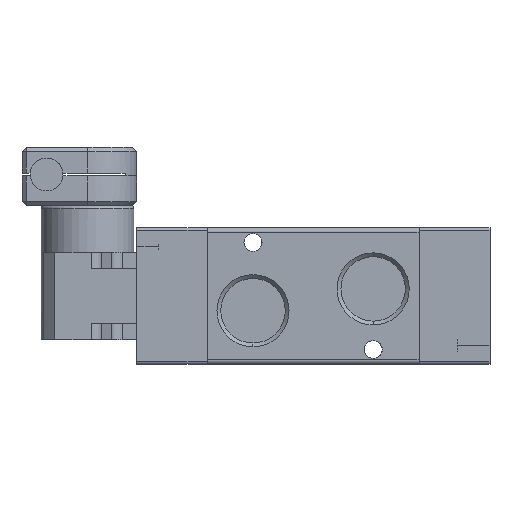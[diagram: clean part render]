
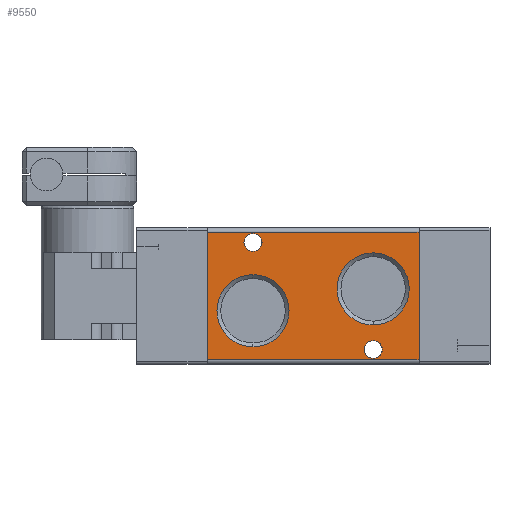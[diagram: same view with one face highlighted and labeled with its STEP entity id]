
A CAD part, front view. The second image highlights one B-rep face of the part: STEP entity #9550.
In plain terms, the highlighted planar face has unit normal (0, -1, 0).
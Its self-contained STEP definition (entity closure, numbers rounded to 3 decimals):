
#21 = EDGE_CURVE ( 'NONE', #12627, #11186, #9654, .T. ) ;
#56 = EDGE_CURVE ( 'NONE', #1139, #3525, #8316, .T. ) ;
#80 = CARTESIAN_POINT ( 'NONE',  ( 11., 0., 1.05 ) ) ;
#227 = ORIENTED_EDGE ( 'NONE', *, *, #4004, .F. ) ;
#242 = AXIS2_PLACEMENT_3D ( 'NONE', #868, #6146, #10381 ) ;
#278 = CIRCLE ( 'NONE', #3443, 6.604 ) ;
#339 = CARTESIAN_POINT ( 'NONE',  ( 11., 0., 13.8 ) ) ;
#502 = CARTESIAN_POINT ( 'NONE',  ( -11., 0., 16.404 ) ) ;
#830 = CARTESIAN_POINT ( 'NONE',  ( 11., 0., 2.7 ) ) ;
#868 = CARTESIAN_POINT ( 'NONE',  ( -19.4, 0., 25. ) ) ;
#913 = CARTESIAN_POINT ( 'NONE',  ( -19.4, 0., 24.2 ) ) ;
#1133 = VERTEX_POINT ( 'NONE', #13506 ) ;
#1137 = DIRECTION ( 'NONE',  ( 0., 0., -1. ) ) ;
#1139 = VERTEX_POINT ( 'NONE', #3150 ) ;
#1211 = CARTESIAN_POINT ( 'NONE',  ( -19.4, 0., 0.8 ) ) ;
#1314 = ORIENTED_EDGE ( 'NONE', *, *, #5471, .F. ) ;
#1505 = DIRECTION ( 'NONE',  ( 0., 0., 1. ) ) ;
#1508 = VECTOR ( 'NONE', #10604, 1000. ) ;
#1534 = DIRECTION ( 'NONE',  ( 0., 0., -1. ) ) ;
#1554 = DIRECTION ( 'NONE',  ( 0., 1., 0. ) ) ;
#1740 = DIRECTION ( 'NONE',  ( 0., -1., 0. ) ) ;
#1845 = VECTOR ( 'NONE', #10852, 1000. ) ;
#1876 = CARTESIAN_POINT ( 'NONE',  ( 11., 0., 7.196 ) ) ;
#1919 = CIRCLE ( 'NONE', #4561, 6.604 ) ;
#2010 = PLANE ( 'NONE',  #242 ) ;
#2204 = FACE_OUTER_BOUND ( 'NONE', #2283, .T. ) ;
#2218 = DIRECTION ( 'NONE',  ( 0., 0., 1. ) ) ;
#2268 = CARTESIAN_POINT ( 'NONE',  ( -11., 0., 22.3 ) ) ;
#2283 = EDGE_LOOP ( 'NONE', ( #13323, #7173, #1314, #9242 ) ) ;
#2293 = VERTEX_POINT ( 'NONE', #10371 ) ;
#2311 = EDGE_LOOP ( 'NONE', ( #13546, #4024 ) ) ;
#2432 = EDGE_LOOP ( 'NONE', ( #7952, #10619 ) ) ;
#2661 = LINE ( 'NONE', #3456, #1845 ) ;
#2704 = FACE_BOUND ( 'NONE', #2432, .T. ) ;
#2967 = DIRECTION ( 'NONE',  ( 0., 1., 0. ) ) ;
#3048 = VERTEX_POINT ( 'NONE', #502 ) ;
#3150 = CARTESIAN_POINT ( 'NONE',  ( -11., 0., 20.65 ) ) ;
#3267 = DIRECTION ( 'NONE',  ( 0., 0., -1. ) ) ;
#3443 = AXIS2_PLACEMENT_3D ( 'NONE', #3719, #1740, #3670 ) ;
#3456 = CARTESIAN_POINT ( 'NONE',  ( 19.4, 0., 25. ) ) ;
#3525 = VERTEX_POINT ( 'NONE', #13422 ) ;
#3574 = AXIS2_PLACEMENT_3D ( 'NONE', #5879, #9002, #9052 ) ;
#3594 = CIRCLE ( 'NONE', #13084, 1.65 ) ;
#3670 = DIRECTION ( 'NONE',  ( 0., 0., -1. ) ) ;
#3679 = EDGE_CURVE ( 'NONE', #11186, #1133, #4100, .T. ) ;
#3719 = CARTESIAN_POINT ( 'NONE',  ( 11., 0., 13.8 ) ) ;
#3806 = AXIS2_PLACEMENT_3D ( 'NONE', #8254, #6326, #9269 ) ;
#3980 = VECTOR ( 'NONE', #6245, 1000. ) ;
#4004 = EDGE_CURVE ( 'NONE', #3048, #2293, #12872, .T. ) ;
#4024 = ORIENTED_EDGE ( 'NONE', *, *, #12794, .F. ) ;
#4056 = VECTOR ( 'NONE', #3267, 1000. ) ;
#4100 = LINE ( 'NONE', #7568, #1508 ) ;
#4147 = CIRCLE ( 'NONE', #9682, 1.65 ) ;
#4159 = AXIS2_PLACEMENT_3D ( 'NONE', #6561, #1554, #1505 ) ;
#4264 = CARTESIAN_POINT ( 'NONE',  ( -19.4, 0., 25. ) ) ;
#4307 = FACE_BOUND ( 'NONE', #4947, .T. ) ;
#4497 = EDGE_CURVE ( 'NONE', #8436, #12627, #4973, .T. ) ;
#4501 = CIRCLE ( 'NONE', #3806, 1.65 ) ;
#4561 = AXIS2_PLACEMENT_3D ( 'NONE', #339, #7809, #1534 ) ;
#4947 = EDGE_LOOP ( 'NONE', ( #12743, #13531 ) ) ;
#4973 = LINE ( 'NONE', #11481, #3980 ) ;
#5471 = EDGE_CURVE ( 'NONE', #8436, #1133, #2661, .T. ) ;
#5660 = EDGE_CURVE ( 'NONE', #13124, #8973, #3594, .T. ) ;
#5879 = CARTESIAN_POINT ( 'NONE',  ( -11., 0., 9.8 ) ) ;
#5954 = CARTESIAN_POINT ( 'NONE',  ( 19.4, 0., 24.2 ) ) ;
#6146 = DIRECTION ( 'NONE',  ( 0., 1., 0. ) ) ;
#6245 = DIRECTION ( 'NONE',  ( -1., 0., 0. ) ) ;
#6326 = DIRECTION ( 'NONE',  ( 0., 1., 0. ) ) ;
#6452 = FACE_BOUND ( 'NONE', #2311, .T. ) ;
#6561 = CARTESIAN_POINT ( 'NONE',  ( -11., 0., 22.3 ) ) ;
#7048 = ORIENTED_EDGE ( 'NONE', *, *, #8263, .F. ) ;
#7173 = ORIENTED_EDGE ( 'NONE', *, *, #3679, .T. ) ;
#7568 = CARTESIAN_POINT ( 'NONE',  ( -19.4, 0., 0.8 ) ) ;
#7809 = DIRECTION ( 'NONE',  ( 0., -1., 0. ) ) ;
#7952 = ORIENTED_EDGE ( 'NONE', *, *, #13507, .T. ) ;
#8141 = EDGE_CURVE ( 'NONE', #12542, #9226, #278, .T. ) ;
#8254 = CARTESIAN_POINT ( 'NONE',  ( 11., 0., 2.7 ) ) ;
#8263 = EDGE_CURVE ( 'NONE', #2293, #3048, #9289, .T. ) ;
#8290 = CARTESIAN_POINT ( 'NONE',  ( -11., 0., 9.8 ) ) ;
#8316 = CIRCLE ( 'NONE', #4159, 1.65 ) ;
#8406 = FACE_BOUND ( 'NONE', #8715, .T. ) ;
#8436 = VERTEX_POINT ( 'NONE', #5954 ) ;
#8715 = EDGE_LOOP ( 'NONE', ( #7048, #227 ) ) ;
#8807 = EDGE_CURVE ( 'NONE', #8973, #13124, #4501, .T. ) ;
#8920 = CARTESIAN_POINT ( 'NONE',  ( 11., 0., 4.35 ) ) ;
#8973 = VERTEX_POINT ( 'NONE', #8920 ) ;
#9002 = DIRECTION ( 'NONE',  ( 0., -1., 0. ) ) ;
#9052 = DIRECTION ( 'NONE',  ( 0., 0., -1. ) ) ;
#9226 = VERTEX_POINT ( 'NONE', #11610 ) ;
#9242 = ORIENTED_EDGE ( 'NONE', *, *, #4497, .T. ) ;
#9269 = DIRECTION ( 'NONE',  ( 0., 0., 1. ) ) ;
#9289 = CIRCLE ( 'NONE', #10480, 6.604 ) ;
#9550 = ADVANCED_FACE ( 'NONE', ( #8406, #6452, #2704, #4307, #2204 ), #2010, .F. ) ;
#9654 = LINE ( 'NONE', #4264, #4056 ) ;
#9682 = AXIS2_PLACEMENT_3D ( 'NONE', #2268, #11560, #2218 ) ;
#10371 = CARTESIAN_POINT ( 'NONE',  ( -11., 0., 3.196 ) ) ;
#10381 = DIRECTION ( 'NONE',  ( -1., 0., 0. ) ) ;
#10480 = AXIS2_PLACEMENT_3D ( 'NONE', #8290, #12616, #1137 ) ;
#10604 = DIRECTION ( 'NONE',  ( 1., 0., 0. ) ) ;
#10619 = ORIENTED_EDGE ( 'NONE', *, *, #56, .T. ) ;
#10852 = DIRECTION ( 'NONE',  ( 0., 0., -1. ) ) ;
#11186 = VERTEX_POINT ( 'NONE', #1211 ) ;
#11226 = DIRECTION ( 'NONE',  ( 0., 0., 1. ) ) ;
#11481 = CARTESIAN_POINT ( 'NONE',  ( -19.4, 0., 24.2 ) ) ;
#11560 = DIRECTION ( 'NONE',  ( 0., 1., 0. ) ) ;
#11610 = CARTESIAN_POINT ( 'NONE',  ( 11., 0., 20.404 ) ) ;
#12542 = VERTEX_POINT ( 'NONE', #1876 ) ;
#12616 = DIRECTION ( 'NONE',  ( 0., -1., 0. ) ) ;
#12627 = VERTEX_POINT ( 'NONE', #913 ) ;
#12743 = ORIENTED_EDGE ( 'NONE', *, *, #8807, .T. ) ;
#12794 = EDGE_CURVE ( 'NONE', #9226, #12542, #1919, .T. ) ;
#12872 = CIRCLE ( 'NONE', #3574, 6.604 ) ;
#13084 = AXIS2_PLACEMENT_3D ( 'NONE', #830, #2967, #11226 ) ;
#13124 = VERTEX_POINT ( 'NONE', #80 ) ;
#13323 = ORIENTED_EDGE ( 'NONE', *, *, #21, .T. ) ;
#13422 = CARTESIAN_POINT ( 'NONE',  ( -11., 0., 23.95 ) ) ;
#13506 = CARTESIAN_POINT ( 'NONE',  ( 19.4, 0., 0.8 ) ) ;
#13507 = EDGE_CURVE ( 'NONE', #3525, #1139, #4147, .T. ) ;
#13531 = ORIENTED_EDGE ( 'NONE', *, *, #5660, .T. ) ;
#13546 = ORIENTED_EDGE ( 'NONE', *, *, #8141, .F. ) ;
